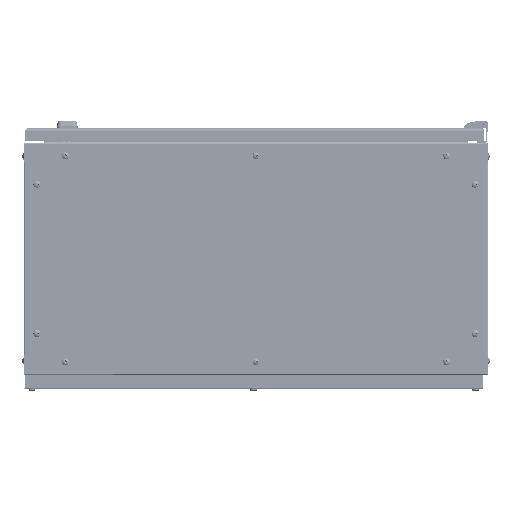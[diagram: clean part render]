
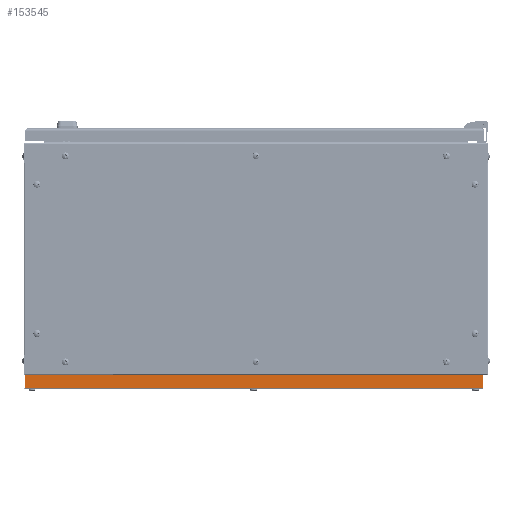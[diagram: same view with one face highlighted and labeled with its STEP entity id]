
A CAD part, front view. The second image highlights one B-rep face of the part: STEP entity #153545.
In plain terms, the highlighted planar face has unit normal (0, -1, 0).
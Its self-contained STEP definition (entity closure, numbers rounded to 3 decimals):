
#918 = ORIENTED_EDGE ( 'NONE', *, *, #83218, .T. ) ;
#5304 = EDGE_LOOP ( 'NONE', ( #96658, #128989, #918, #49456 ) ) ;
#30140 = VECTOR ( 'NONE', #137542, 1000. ) ;
#32718 = CARTESIAN_POINT ( 'NONE',  ( 0., 0., 0. ) ) ;
#36285 = VECTOR ( 'NONE', #89834, 1000. ) ;
#39156 = CARTESIAN_POINT ( 'NONE',  ( 790.859, 0., 23. ) ) ;
#43026 = VERTEX_POINT ( 'NONE', #75766 ) ;
#49456 = ORIENTED_EDGE ( 'NONE', *, *, #74902, .F. ) ;
#61154 = VECTOR ( 'NONE', #98438, 1000. ) ;
#74902 = EDGE_CURVE ( 'NONE', #43026, #154517, #97688, .T. ) ;
#75766 = CARTESIAN_POINT ( 'NONE',  ( 1.141, 0., 1. ) ) ;
#77611 = LINE ( 'NONE', #116633, #117767 ) ;
#80406 = DIRECTION ( 'NONE',  ( 0., 1., 0. ) ) ;
#81941 = FACE_OUTER_BOUND ( 'NONE', #5304, .T. ) ;
#83218 = EDGE_CURVE ( 'NONE', #94057, #154517, #151525, .T. ) ;
#84228 = EDGE_CURVE ( 'NONE', #106838, #94057, #77611, .T. ) ;
#84663 = CARTESIAN_POINT ( 'NONE',  ( 1.141, 0., 23. ) ) ;
#89834 = DIRECTION ( 'NONE',  ( -1., 0., 0. ) ) ;
#92111 = CARTESIAN_POINT ( 'NONE',  ( 0., 0., 23. ) ) ;
#94057 = VERTEX_POINT ( 'NONE', #39156 ) ;
#95570 = CARTESIAN_POINT ( 'NONE',  ( 790.859, 0., 1. ) ) ;
#96658 = ORIENTED_EDGE ( 'NONE', *, *, #131555, .F. ) ;
#97688 = LINE ( 'NONE', #135193, #61154 ) ;
#98438 = DIRECTION ( 'NONE',  ( 0., 0., 1. ) ) ;
#101585 = LINE ( 'NONE', #149270, #36285 ) ;
#106838 = VERTEX_POINT ( 'NONE', #95570 ) ;
#115096 = DIRECTION ( 'NONE',  ( 0., 0., 1. ) ) ;
#116633 = CARTESIAN_POINT ( 'NONE',  ( 790.859, 0., 1. ) ) ;
#117767 = VECTOR ( 'NONE', #115096, 1000. ) ;
#119044 = AXIS2_PLACEMENT_3D ( 'NONE', #32718, #80406, #128117 ) ;
#128117 = DIRECTION ( 'NONE',  ( 0., 0., 1. ) ) ;
#128989 = ORIENTED_EDGE ( 'NONE', *, *, #84228, .T. ) ;
#129678 = PLANE ( 'NONE',  #119044 ) ;
#131555 = EDGE_CURVE ( 'NONE', #106838, #43026, #101585, .T. ) ;
#135193 = CARTESIAN_POINT ( 'NONE',  ( 1.141, 0., 1. ) ) ;
#137542 = DIRECTION ( 'NONE',  ( -1., 0., 0. ) ) ;
#149270 = CARTESIAN_POINT ( 'NONE',  ( 0., 0., 1. ) ) ;
#151525 = LINE ( 'NONE', #92111, #30140 ) ;
#153545 = ADVANCED_FACE ( 'NONE', ( #81941 ), #129678, .F. ) ;
#154517 = VERTEX_POINT ( 'NONE', #84663 ) ;
